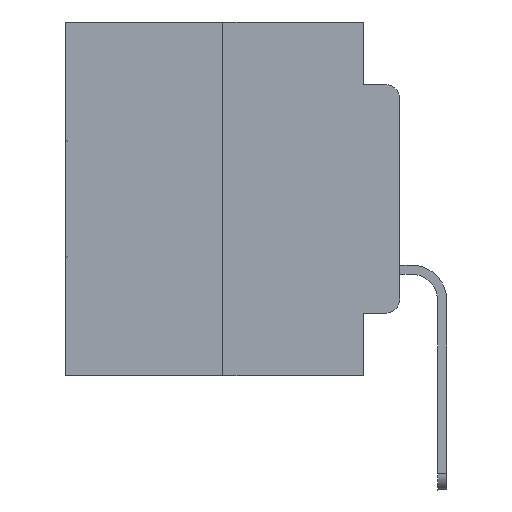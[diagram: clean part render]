
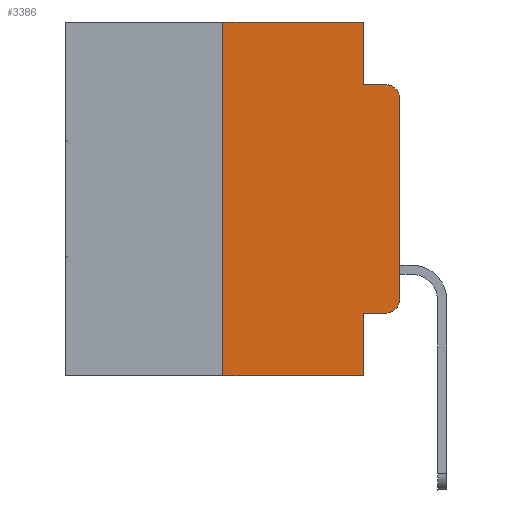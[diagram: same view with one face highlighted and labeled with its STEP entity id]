
A CAD part, left-side view. The second image highlights one B-rep face of the part: STEP entity #3386.
In plain terms, the highlighted planar face has unit normal (-1, 0, 0).
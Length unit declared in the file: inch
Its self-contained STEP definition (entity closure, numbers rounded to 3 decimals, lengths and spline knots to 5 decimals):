
#27 = VECTOR ( 'NONE', #4896, 39.37008 ) ;
#226 = CARTESIAN_POINT ( 'NONE',  ( 0., 0., 0. ) ) ;
#1323 = CARTESIAN_POINT ( 'NONE',  ( 0., 0., -0.3915 ) ) ;
#2548 = VECTOR ( 'NONE', #26872, 39.37008 ) ;
#3098 = ORIENTED_EDGE ( 'NONE', *, *, #6356, .F. ) ;
#3309 = ORIENTED_EDGE ( 'NONE', *, *, #22347, .F. ) ;
#3386 = ADVANCED_FACE ( 'NONE', ( #28833 ), #8246, .F. ) ;
#3656 = VECTOR ( 'NONE', #24168, 39.37008 ) ;
#4379 = EDGE_CURVE ( 'NONE', #15963, #13993, #9035, .T. ) ;
#4437 = CARTESIAN_POINT ( 'NONE',  ( 0., 0.02, -0.1085 ) ) ;
#4896 = DIRECTION ( 'NONE',  ( 0., -1., 0. ) ) ;
#4911 = ORIENTED_EDGE ( 'NONE', *, *, #12839, .T. ) ;
#5211 = CARTESIAN_POINT ( 'NONE',  ( 0., 0.051, 0. ) ) ;
#5875 = DIRECTION ( 'NONE',  ( 0., 0., -1. ) ) ;
#6098 = LINE ( 'NONE', #28446, #3656 ) ;
#6113 = VERTEX_POINT ( 'NONE', #11664 ) ;
#6356 = EDGE_CURVE ( 'NONE', #14497, #6113, #26166, .T. ) ;
#6396 = VECTOR ( 'NONE', #25784, 39.37008 ) ;
#6398 = VECTOR ( 'NONE', #5875, 39.37008 ) ;
#7935 = CARTESIAN_POINT ( 'NONE',  ( 0., 0.473, -0.5 ) ) ;
#8246 = PLANE ( 'NONE',  #28177 ) ;
#9035 = LINE ( 'NONE', #13603, #27 ) ;
#9086 = LINE ( 'NONE', #226, #2548 ) ;
#9384 = DIRECTION ( 'NONE',  ( 0., 0., -1. ) ) ;
#9958 = CARTESIAN_POINT ( 'NONE',  ( 0., 0.02, -0.3915 ) ) ;
#10623 = DIRECTION ( 'NONE',  ( 0., 0., 1. ) ) ;
#10638 = CARTESIAN_POINT ( 'NONE',  ( 0., 0.473, 0. ) ) ;
#10833 = CIRCLE ( 'NONE', #14588, 0.02 ) ;
#11269 = CARTESIAN_POINT ( 'NONE',  ( 0., 0.051, -0.4115 ) ) ;
#11664 = CARTESIAN_POINT ( 'NONE',  ( 0., 0.051, -0.0885 ) ) ;
#12208 = EDGE_LOOP ( 'NONE', ( #24878, #25973, #20417, #3098, #19831, #25154, #17561, #3309, #16706, #4911 ) ) ;
#12839 = EDGE_CURVE ( 'NONE', #13993, #17821, #22094, .T. ) ;
#12921 = VERTEX_POINT ( 'NONE', #21785 ) ;
#12927 = EDGE_CURVE ( 'NONE', #12921, #14497, #6098, .T. ) ;
#13603 = CARTESIAN_POINT ( 'NONE',  ( 0., 0.051, -0.4115 ) ) ;
#13993 = VERTEX_POINT ( 'NONE', #15440 ) ;
#14130 = VERTEX_POINT ( 'NONE', #20919 ) ;
#14497 = VERTEX_POINT ( 'NONE', #16425 ) ;
#14588 = AXIS2_PLACEMENT_3D ( 'NONE', #4437, #15209, #19978 ) ;
#14763 = LINE ( 'NONE', #5211, #19684 ) ;
#14803 = EDGE_CURVE ( 'NONE', #24730, #18481, #10833, .T. ) ;
#14958 = CARTESIAN_POINT ( 'NONE',  ( 0., 0.051, -0.5 ) ) ;
#15209 = DIRECTION ( 'NONE',  ( -1., 0., 0. ) ) ;
#15440 = CARTESIAN_POINT ( 'NONE',  ( 0., 0.02, -0.4115 ) ) ;
#15782 = VERTEX_POINT ( 'NONE', #14958 ) ;
#15963 = VERTEX_POINT ( 'NONE', #11269 ) ;
#16425 = CARTESIAN_POINT ( 'NONE',  ( 0., 0.051, 0. ) ) ;
#16554 = DIRECTION ( 'NONE',  ( 0., 0., -1. ) ) ;
#16668 = EDGE_CURVE ( 'NONE', #14130, #12921, #17410, .T. ) ;
#16706 = ORIENTED_EDGE ( 'NONE', *, *, #4379, .T. ) ;
#17262 = EDGE_CURVE ( 'NONE', #17821, #24730, #9086, .T. ) ;
#17295 = VECTOR ( 'NONE', #23341, 39.37008 ) ;
#17410 = LINE ( 'NONE', #19642, #18067 ) ;
#17561 = ORIENTED_EDGE ( 'NONE', *, *, #19838, .T. ) ;
#17821 = VERTEX_POINT ( 'NONE', #1323 ) ;
#18067 = VECTOR ( 'NONE', #10623, 39.37008 ) ;
#18481 = VERTEX_POINT ( 'NONE', #22710 ) ;
#18966 = EDGE_CURVE ( 'NONE', #6113, #18481, #27559, .T. ) ;
#19642 = CARTESIAN_POINT ( 'NONE',  ( 0., 0.25, 0. ) ) ;
#19684 = VECTOR ( 'NONE', #16554, 39.37008 ) ;
#19831 = ORIENTED_EDGE ( 'NONE', *, *, #12927, .F. ) ;
#19838 = EDGE_CURVE ( 'NONE', #14130, #15782, #23639, .T. ) ;
#19978 = DIRECTION ( 'NONE',  ( 0., 0., -1. ) ) ;
#20417 = ORIENTED_EDGE ( 'NONE', *, *, #18966, .F. ) ;
#20778 = DIRECTION ( 'NONE',  ( -1., 0., 0. ) ) ;
#20919 = CARTESIAN_POINT ( 'NONE',  ( 0., 0.25, -0.5 ) ) ;
#21785 = CARTESIAN_POINT ( 'NONE',  ( 0., 0.25, 0. ) ) ;
#22094 = CIRCLE ( 'NONE', #26836, 0.02 ) ;
#22162 = CARTESIAN_POINT ( 'NONE',  ( 0., 0.051, 0. ) ) ;
#22347 = EDGE_CURVE ( 'NONE', #15963, #15782, #14763, .T. ) ;
#22710 = CARTESIAN_POINT ( 'NONE',  ( 0., 0.02, -0.0885 ) ) ;
#23341 = DIRECTION ( 'NONE',  ( 0., -1., 0. ) ) ;
#23639 = LINE ( 'NONE', #7935, #17295 ) ;
#23822 = DIRECTION ( 'NONE',  ( 1., 0., 0. ) ) ;
#24168 = DIRECTION ( 'NONE',  ( 0., -1., 0. ) ) ;
#24730 = VERTEX_POINT ( 'NONE', #25826 ) ;
#24878 = ORIENTED_EDGE ( 'NONE', *, *, #17262, .T. ) ;
#25154 = ORIENTED_EDGE ( 'NONE', *, *, #16668, .F. ) ;
#25784 = DIRECTION ( 'NONE',  ( 0., -1., 0. ) ) ;
#25826 = CARTESIAN_POINT ( 'NONE',  ( 0., 0., -0.1085 ) ) ;
#25973 = ORIENTED_EDGE ( 'NONE', *, *, #14803, .T. ) ;
#26166 = LINE ( 'NONE', #22162, #6398 ) ;
#26336 = DIRECTION ( 'NONE',  ( 0., 0., -1. ) ) ;
#26836 = AXIS2_PLACEMENT_3D ( 'NONE', #9958, #20778, #9384 ) ;
#26872 = DIRECTION ( 'NONE',  ( 0., 0., 1. ) ) ;
#27559 = LINE ( 'NONE', #27857, #6396 ) ;
#27857 = CARTESIAN_POINT ( 'NONE',  ( 0., 0.051, -0.0885 ) ) ;
#28177 = AXIS2_PLACEMENT_3D ( 'NONE', #10638, #23822, #26336 ) ;
#28446 = CARTESIAN_POINT ( 'NONE',  ( 0., 0.473, 0. ) ) ;
#28833 = FACE_OUTER_BOUND ( 'NONE', #12208, .T. ) ;
